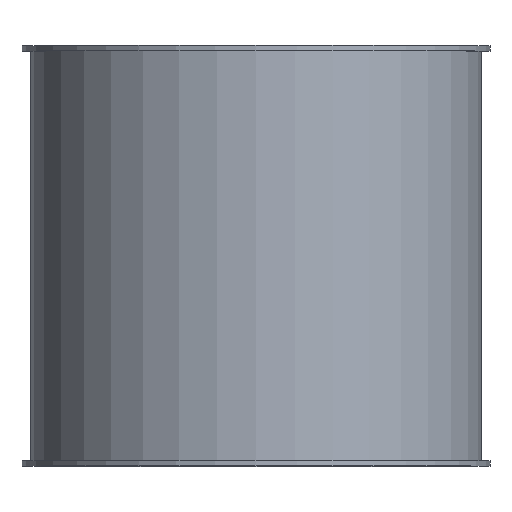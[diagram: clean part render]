
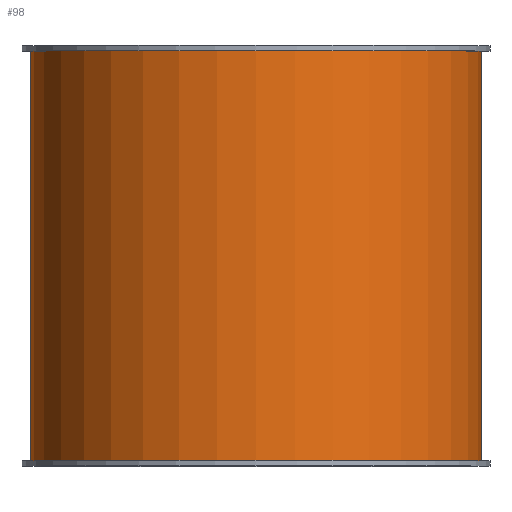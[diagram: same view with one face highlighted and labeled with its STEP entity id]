
A CAD part, top view. The second image highlights one B-rep face of the part: STEP entity #98.
In plain terms, the highlighted cylindrical face has radius 127.5 mm (diameter 255 mm), a full revolution.
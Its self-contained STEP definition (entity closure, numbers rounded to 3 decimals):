
#16=CYLINDRICAL_SURFACE('',#118,127.5);
#22=FACE_BOUND('',#42,.T.);
#30=FACE_OUTER_BOUND('',#41,.T.);
#41=EDGE_LOOP('',(#81));
#42=EDGE_LOOP('',(#82));
#54=CIRCLE('',#117,127.5);
#55=CIRCLE('',#119,127.5);
#62=VERTEX_POINT('',#171);
#63=VERTEX_POINT('',#174);
#70=EDGE_CURVE('',#62,#62,#54,.T.);
#71=EDGE_CURVE('',#63,#63,#55,.T.);
#81=ORIENTED_EDGE('',*,*,#70,.T.);
#82=ORIENTED_EDGE('',*,*,#71,.F.);
#98=ADVANCED_FACE('',(#30,#22),#16,.T.);
#117=AXIS2_PLACEMENT_3D('',#172,#141,#142);
#118=AXIS2_PLACEMENT_3D('',#173,#143,#144);
#119=AXIS2_PLACEMENT_3D('',#175,#145,#146);
#141=DIRECTION('center_axis',(0.,-1.,0.));
#142=DIRECTION('ref_axis',(1.,0.,0.));
#143=DIRECTION('center_axis',(0.,-1.,0.));
#144=DIRECTION('ref_axis',(1.,0.,0.));
#145=DIRECTION('center_axis',(0.,-1.,0.));
#146=DIRECTION('ref_axis',(1.,0.,0.));
#171=CARTESIAN_POINT('',(127.5,116.,0.));
#172=CARTESIAN_POINT('Origin',(0.,116.,0.));
#173=CARTESIAN_POINT('Origin',(0.,0.,0.));
#174=CARTESIAN_POINT('',(127.5,-116.,0.));
#175=CARTESIAN_POINT('Origin',(0.,-116.,0.));
